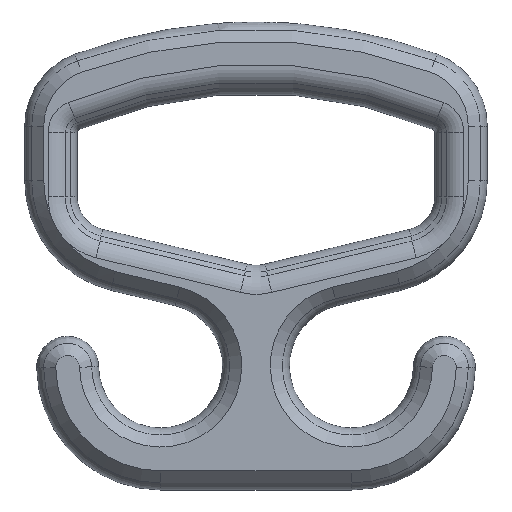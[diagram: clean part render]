
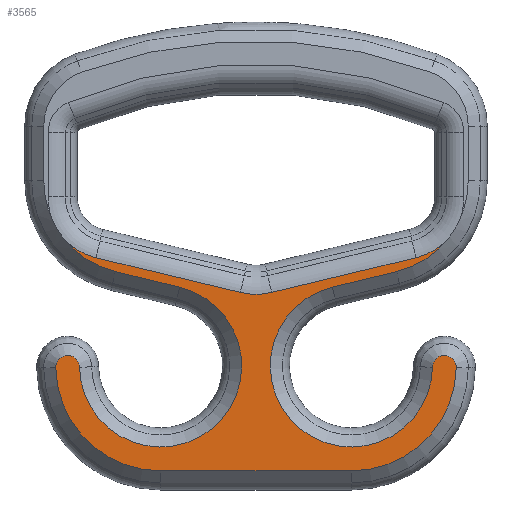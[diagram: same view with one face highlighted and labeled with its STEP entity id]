
A CAD part, top view. The second image highlights one B-rep face of the part: STEP entity #3565.
In plain terms, the highlighted planar face has unit normal (0, 0, 1).
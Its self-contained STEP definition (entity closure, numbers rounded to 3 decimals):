
#203=CIRCLE('',#3888,13.109);
#210=CIRCLE('',#3897,14.109);
#215=CIRCLE('',#3904,13.109);
#228=CIRCLE('',#3927,19.598);
#229=CIRCLE('',#3928,17.);
#230=CIRCLE('',#3929,2.5);
#231=CIRCLE('',#3930,22.);
#232=CIRCLE('',#3931,22.);
#233=CIRCLE('',#3932,2.5);
#234=CIRCLE('',#3933,17.);
#235=CIRCLE('',#3934,19.598);
#458=PLANE('',#3926);
#591=FACE_OUTER_BOUND('',#818,.T.);
#818=EDGE_LOOP('',(#2913,#2914,#2915,#2916,#2917,#2918,#2919,#2920,#2921,
#2922,#2923,#2924,#2925,#2926,#2927,#2928));
#1028=LINE('',#7177,#1231);
#1030=LINE('',#7189,#1233);
#1041=LINE('',#7254,#1244);
#1042=LINE('',#7262,#1245);
#1043=LINE('',#7270,#1246);
#1231=VECTOR('',#4647,10.);
#1233=VECTOR('',#4661,10.);
#1244=VECTOR('',#4728,10.);
#1245=VECTOR('',#4735,10.);
#1246=VECTOR('',#4742,10.);
#1642=VERTEX_POINT('',#7157);
#1643=VERTEX_POINT('',#7166);
#1645=VERTEX_POINT('',#7173);
#1647=VERTEX_POINT('',#7179);
#1649=VERTEX_POINT('',#7185);
#1651=VERTEX_POINT('',#7191);
#1667=VERTEX_POINT('',#7251);
#1668=VERTEX_POINT('',#7253);
#1669=VERTEX_POINT('',#7255);
#1670=VERTEX_POINT('',#7257);
#1671=VERTEX_POINT('',#7259);
#1672=VERTEX_POINT('',#7261);
#1673=VERTEX_POINT('',#7263);
#1674=VERTEX_POINT('',#7265);
#1675=VERTEX_POINT('',#7267);
#1676=VERTEX_POINT('',#7269);
#2064=EDGE_CURVE('',#1642,#1643,#203,.T.);
#2070=EDGE_CURVE('',#1643,#1645,#1028,.T.);
#2073=EDGE_CURVE('',#1645,#1647,#210,.T.);
#2076=EDGE_CURVE('',#1647,#1649,#1030,.T.);
#2081=EDGE_CURVE('',#1649,#1651,#215,.T.);
#2104=EDGE_CURVE('',#1667,#1642,#228,.T.);
#2105=EDGE_CURVE('',#1668,#1667,#1041,.T.);
#2106=EDGE_CURVE('',#1669,#1668,#229,.T.);
#2107=EDGE_CURVE('',#1670,#1669,#230,.T.);
#2108=EDGE_CURVE('',#1671,#1670,#231,.T.);
#2109=EDGE_CURVE('',#1672,#1671,#1042,.T.);
#2110=EDGE_CURVE('',#1673,#1672,#232,.T.);
#2111=EDGE_CURVE('',#1674,#1673,#233,.T.);
#2112=EDGE_CURVE('',#1675,#1674,#234,.T.);
#2113=EDGE_CURVE('',#1676,#1675,#1043,.T.);
#2114=EDGE_CURVE('',#1651,#1676,#235,.T.);
#2913=ORIENTED_EDGE('',*,*,#2064,.F.);
#2914=ORIENTED_EDGE('',*,*,#2104,.F.);
#2915=ORIENTED_EDGE('',*,*,#2105,.F.);
#2916=ORIENTED_EDGE('',*,*,#2106,.F.);
#2917=ORIENTED_EDGE('',*,*,#2107,.F.);
#2918=ORIENTED_EDGE('',*,*,#2108,.F.);
#2919=ORIENTED_EDGE('',*,*,#2109,.F.);
#2920=ORIENTED_EDGE('',*,*,#2110,.F.);
#2921=ORIENTED_EDGE('',*,*,#2111,.F.);
#2922=ORIENTED_EDGE('',*,*,#2112,.F.);
#2923=ORIENTED_EDGE('',*,*,#2113,.F.);
#2924=ORIENTED_EDGE('',*,*,#2114,.F.);
#2925=ORIENTED_EDGE('',*,*,#2081,.F.);
#2926=ORIENTED_EDGE('',*,*,#2076,.F.);
#2927=ORIENTED_EDGE('',*,*,#2073,.F.);
#2928=ORIENTED_EDGE('',*,*,#2070,.F.);
#3565=ADVANCED_FACE('',(#591),#458,.T.);
#3888=AXIS2_PLACEMENT_3D('',#7167,#4634,#4635);
#3897=AXIS2_PLACEMENT_3D('',#7183,#4654,#4655);
#3904=AXIS2_PLACEMENT_3D('',#7206,#4670,#4671);
#3926=AXIS2_PLACEMENT_3D('',#7250,#4724,#4725);
#3927=AXIS2_PLACEMENT_3D('',#7252,#4726,#4727);
#3928=AXIS2_PLACEMENT_3D('',#7256,#4729,#4730);
#3929=AXIS2_PLACEMENT_3D('',#7258,#4731,#4732);
#3930=AXIS2_PLACEMENT_3D('',#7260,#4733,#4734);
#3931=AXIS2_PLACEMENT_3D('',#7264,#4736,#4737);
#3932=AXIS2_PLACEMENT_3D('',#7266,#4738,#4739);
#3933=AXIS2_PLACEMENT_3D('',#7268,#4740,#4741);
#3934=AXIS2_PLACEMENT_3D('',#7271,#4743,#4744);
#4634=DIRECTION('center_axis',(0.,0.,1.));
#4635=DIRECTION('ref_axis',(-0.785,-0.619,0.));
#4647=DIRECTION('',(0.972,-0.234,0.));
#4654=DIRECTION('center_axis',(0.,0.,1.));
#4655=DIRECTION('ref_axis',(0.,-1.,0.));
#4661=DIRECTION('',(0.972,0.234,0.));
#4670=DIRECTION('center_axis',(0.,0.,1.));
#4671=DIRECTION('ref_axis',(0.785,-0.619,0.));
#4724=DIRECTION('center_axis',(0.,0.,1.));
#4725=DIRECTION('ref_axis',(1.,0.,0.));
#4726=DIRECTION('center_axis',(0.,0.,-1.));
#4727=DIRECTION('ref_axis',(-1.,0.,0.));
#4728=DIRECTION('',(-0.972,0.234,0.));
#4729=DIRECTION('center_axis',(0.,0.,1.));
#4730=DIRECTION('ref_axis',(1.,0.014,0.));
#4731=DIRECTION('center_axis',(0.,0.,-1.));
#4732=DIRECTION('ref_axis',(1.,0.014,0.));
#4733=DIRECTION('center_axis',(0.,0.,-1.));
#4734=DIRECTION('ref_axis',(-1.,-0.014,0.));
#4735=DIRECTION('',(-1.,0.,0.));
#4736=DIRECTION('center_axis',(0.,0.,-1.));
#4737=DIRECTION('ref_axis',(1.,-0.014,0.));
#4738=DIRECTION('center_axis',(0.,0.,-1.));
#4739=DIRECTION('ref_axis',(-1.,0.014,0.));
#4740=DIRECTION('center_axis',(0.,0.,1.));
#4741=DIRECTION('ref_axis',(-1.,0.014,0.));
#4742=DIRECTION('',(-0.972,-0.234,0.));
#4743=DIRECTION('center_axis',(0.,0.,-1.));
#4744=DIRECTION('ref_axis',(1.,0.,0.));
#7157=CARTESIAN_POINT('',(-40.552,-44.761,15.));
#7166=CARTESIAN_POINT('',(-33.567,-49.092,15.));
#7167=CARTESIAN_POINT('Origin',(-30.5,-36.347,15.));
#7173=CARTESIAN_POINT('',(-3.301,-56.375,15.));
#7177=CARTESIAN_POINT('',(-19.459,-52.487,15.));
#7179=CARTESIAN_POINT('',(3.301,-56.375,15.));
#7183=CARTESIAN_POINT('Origin',(0.,-42.657,
15.));
#7185=CARTESIAN_POINT('',(33.567,-49.092,15.));
#7189=CARTESIAN_POINT('',(-14.925,-60.76,15.));
#7191=CARTESIAN_POINT('',(40.552,-44.761,15.));
#7206=CARTESIAN_POINT('Origin',(30.5,-36.347,15.));
#7250=CARTESIAN_POINT('Origin',(-24.25,-48.719,15.));
#7251=CARTESIAN_POINT('',(-29.487,-52.019,15.));
#7252=CARTESIAN_POINT('Origin',(-24.902,-32.964,15.));
#7253=CARTESIAN_POINT('',(-16.023,-55.259,15.));
#7254=CARTESIAN_POINT('',(-27.387,-52.524,15.));
#7255=CARTESIAN_POINT('',(-36.998,-72.029,15.));
#7256=CARTESIAN_POINT('Origin',(-20.,-71.787,15.));
#7257=CARTESIAN_POINT('',(-41.998,-72.1,15.));
#7258=CARTESIAN_POINT('Origin',(-39.498,-72.064,15.));
#7259=CARTESIAN_POINT('',(-20.,-93.787,15.));
#7260=CARTESIAN_POINT('Origin',(-20.,-71.787,15.));
#7261=CARTESIAN_POINT('',(20.,-93.787,15.));
#7262=CARTESIAN_POINT('',(-22.125,-93.787,15.));
#7263=CARTESIAN_POINT('',(41.998,-72.1,15.));
#7264=CARTESIAN_POINT('Origin',(20.,-71.787,15.));
#7265=CARTESIAN_POINT('',(36.998,-72.029,15.));
#7266=CARTESIAN_POINT('Origin',(39.498,-72.064,15.));
#7267=CARTESIAN_POINT('',(16.023,-55.259,15.));
#7268=CARTESIAN_POINT('Origin',(20.,-71.787,15.));
#7269=CARTESIAN_POINT('',(29.487,-52.019,15.));
#7270=CARTESIAN_POINT('',(4.464,-58.04,15.));
#7271=CARTESIAN_POINT('Origin',(24.902,-32.964,15.));
